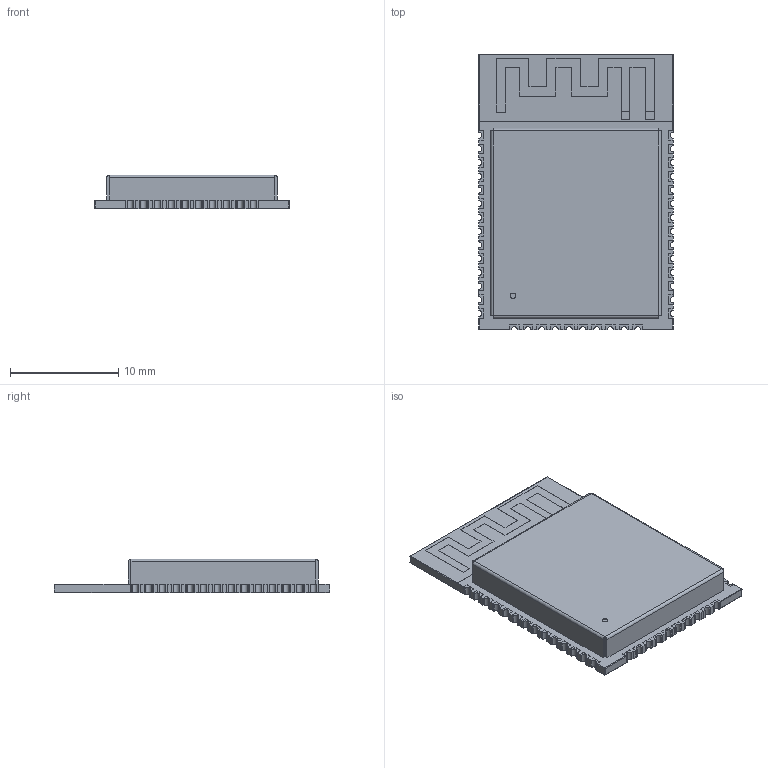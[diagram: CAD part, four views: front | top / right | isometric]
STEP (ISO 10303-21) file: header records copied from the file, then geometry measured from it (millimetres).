
FILE_DESCRIPTION(/* description */ ('Unknown'),/* implementation_level */ '2;1');
FILE_NAME(/* name */ 'ESP32-WROOM-32E-N8',/* time_stamp */ '2023-09-05T20:56:07+02:00',/* author */ ('Unknown'),/* organization */ ('Unknown'),/* preprocessor_version */ 'ST-DEVELOPER v18.102',/* originating_system */ 'Solid Edge',/* authorisation */ 'Unknown');
FILE_SCHEMA (('AUTOMOTIVE_DESIGN {1 0 10303 214 3 1 1}'));
Length unit declared in the file: millimetre
Products named in the file (1): ESP32-WROOM-32E-N8
Bounding box: 18 x 25.5 x 3.11 mm (x, y, z)
Volume: 463.7 mm3; surface area: 1791.3 mm2
Topology: 1 solids, 1 shells, 593 faces, 1732 edges, 1143 vertices
Faces by surface type: plane 447, cylinder 139, sphere 7
Full cylindrical faces by diameter (mm): 0.5 x1
Entity records: 23593 total; most frequent: CARTESIAN_POINT 3461, ORIENTED_EDGE 3448, DIRECTION 3190, EDGE_CURVE 1724, LINE 1446, VECTOR 1446, VERTEX_POINT 1143, AXIS2_PLACEMENT_3D 872
